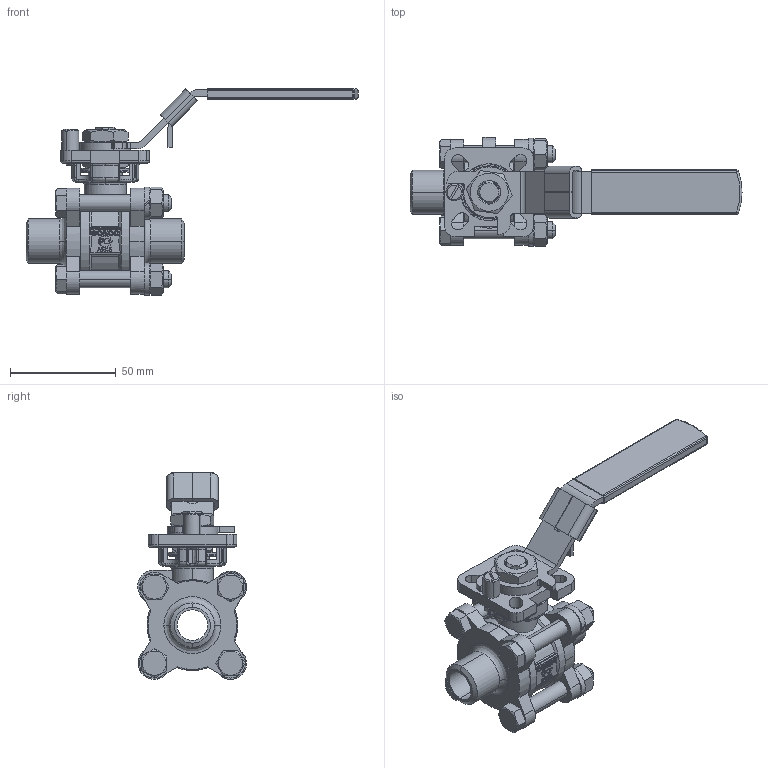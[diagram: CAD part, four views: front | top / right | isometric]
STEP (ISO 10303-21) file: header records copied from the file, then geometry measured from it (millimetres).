
FILE_DESCRIPTION((''),'2;1');
FILE_NAME('ÔÁ39 320 015 700.stp','2012-02-16T10:05:03',('Ãîíòàðåâ ÏÃ'),(''),'Autodesk Inventor 9','Autodesk Inventor 9','');
FILE_SCHEMA(('AUTOMOTIVE_DESIGN { 1 0 10303 214 1 1 1 1 }'));
Length unit declared in the file: millimetre
Products named in the file (1): 埡39 320 015 700
Bounding box: 157.25 x 51.63 x 97.83 mm (x, y, z)
Volume: 96288 mm3; surface area: 53145.9 mm2
Topology: 1 solids, 6 shells, 1096 faces, 3034 edges, 1952 vertices
Faces by surface type: plane 480, cylinder 274, bspline 203, cone 102, torus 31, sphere 6
Entity records: 39655 total; most frequent: CARTESIAN_POINT 12522, ORIENTED_EDGE 6066, DIRECTION 5280, EDGE_CURVE 3033, VERTEX_POINT 1950, AXIS2_PLACEMENT_3D 1890, VECTOR 1500, LINE 1500
